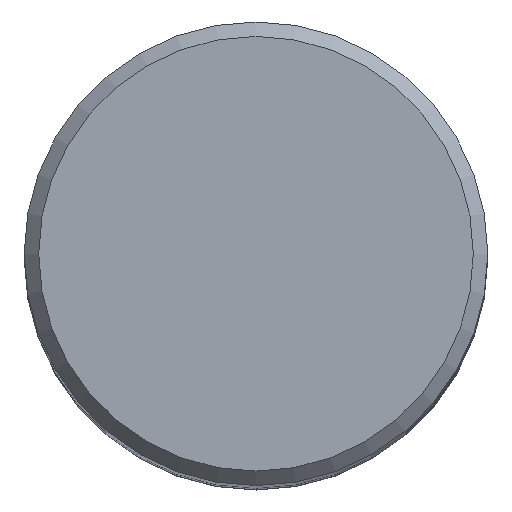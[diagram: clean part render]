
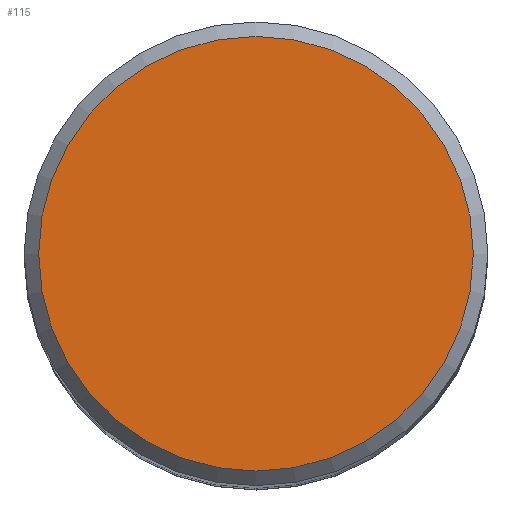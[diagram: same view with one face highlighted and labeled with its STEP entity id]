
A CAD part, top view. The second image highlights one B-rep face of the part: STEP entity #115.
In plain terms, the highlighted planar face has unit normal (0, 0, 1).
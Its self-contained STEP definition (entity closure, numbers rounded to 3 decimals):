
#115=ADVANCED_FACE('',(#123),#119,.F.);
#119=PLANE('',#432);
#123=FACE_OUTER_BOUND('',#143,.T.);
#143=EDGE_LOOP('',(#163));
#163=ORIENTED_EDGE('',*,*,#183,.F.);
#173=VERTEX_POINT('',#634);
#183=EDGE_CURVE('',#173,#173,#206,.T.);
#206=CIRCLE('',#430,15.);
#430=AXIS2_PLACEMENT_3D('',#633,#501,#502);
#432=AXIS2_PLACEMENT_3D('',#636,#505,#506);
#501=DIRECTION('',(0.,0.,-1.));
#502=DIRECTION('',(0.,1.,0.));
#505=DIRECTION('',(0.,0.,-1.));
#506=DIRECTION('',(0.,1.,0.));
#633=CARTESIAN_POINT('',(0.,0.,0.));
#634=CARTESIAN_POINT('',(0.,15.,0.));
#636=CARTESIAN_POINT('',(0.,0.,0.));
